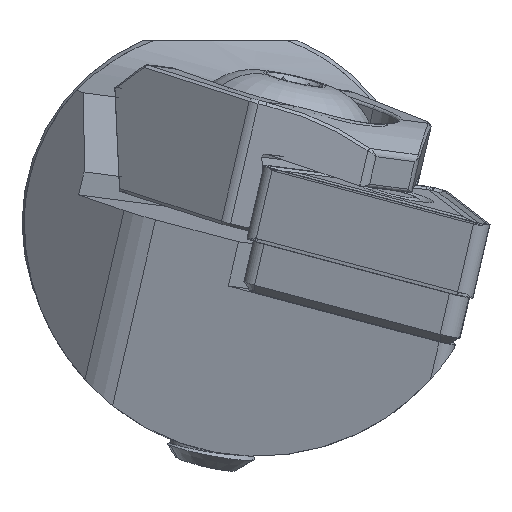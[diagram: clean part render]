
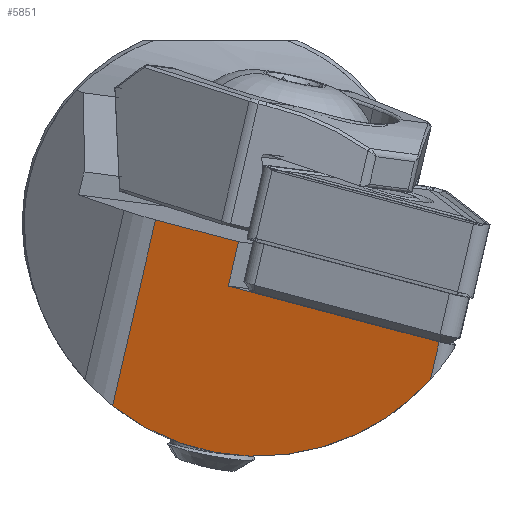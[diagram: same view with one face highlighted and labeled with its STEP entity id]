
A CAD part, left-side view. The second image highlights one B-rep face of the part: STEP entity #5851.
In plain terms, the highlighted planar face has unit normal (-0.951, 0.308, -0.031).
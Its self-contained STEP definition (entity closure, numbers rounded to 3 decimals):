
#106 = ORIENTED_EDGE ( 'NONE', *, *, #4786, .T. ) ;
#160 = CARTESIAN_POINT ( 'NONE',  ( -156.641, 46.477, -254.147 ) ) ;
#175 = VECTOR ( 'NONE', #7103, 1000. ) ;
#261 = DIRECTION ( 'NONE',  ( -0.105, -0.224, 0.969 ) ) ;
#405 = LINE ( 'NONE', #2249, #10490 ) ;
#468 = CARTESIAN_POINT ( 'NONE',  ( -186.885, -12.23, 85.276 ) ) ;
#624 = EDGE_LOOP ( 'NONE', ( #9399, #4909, #8800, #5923, #9661, #106 ) ) ;
#1086 = LINE ( 'NONE', #160, #11026 ) ;
#1444 = DIRECTION ( 'NONE',  ( 0.951, -0.308, 0.031 ) ) ;
#2224 = CARTESIAN_POINT ( 'NONE',  ( -192.168, -29.561, 75.209 ) ) ;
#2249 = CARTESIAN_POINT ( 'NONE',  ( -192.424, -30.108, 77.579 ) ) ;
#2341 = LINE ( 'NONE', #10777, #175 ) ;
#2351 = CARTESIAN_POINT ( 'NONE',  ( -156.641, 46.477, -254.147 ) ) ;
#2514 = EDGE_CURVE ( 'NONE', #6727, #10292, #1086, .T. ) ;
#2611 = LINE ( 'NONE', #9932, #3039 ) ;
#3039 = VECTOR ( 'NONE', #261, 1000. ) ;
#3262 = EDGE_CURVE ( 'NONE', #11008, #5660, #2341, .T. ) ;
#3599 = DIRECTION ( 'NONE',  ( -0.105, -0.224, 0.969 ) ) ;
#3752 = CARTESIAN_POINT ( 'NONE',  ( -185.62, -9.524, 73.555 ) ) ;
#3955 = CARTESIAN_POINT ( 'NONE',  ( -188.233, -16.815, 81.1 ) ) ;
#4001 = CARTESIAN_POINT ( 'NONE',  ( -192.424, -30.108, 77.579 ) ) ;
#4221 = EDGE_CURVE ( 'NONE', #5546, #5660, #8589, .T. ) ;
#4628 = VECTOR ( 'NONE', #6237, 1000. ) ;
#4786 = EDGE_CURVE ( 'NONE', #10292, #8634, #405, .T. ) ;
#4909 = ORIENTED_EDGE ( 'NONE', *, *, #3262, .T. ) ;
#5546 = VERTEX_POINT ( 'NONE', #3752 ) ;
#5660 = VERTEX_POINT ( 'NONE', #468 ) ;
#5694 = EDGE_CURVE ( 'NONE', #5546, #6727, #6597, .T. ) ;
#5782 = PLANE ( 'NONE',  #9258 ) ;
#5851 = ADVANCED_FACE ( 'NONE', ( #5957 ), #5782, .F. ) ;
#5923 = ORIENTED_EDGE ( 'NONE', *, *, #5694, .T. ) ;
#5957 = FACE_OUTER_BOUND ( 'NONE', #624, .T. ) ;
#6192 = CARTESIAN_POINT ( 'NONE',  ( -188.534, -17.46, 83.891 ) ) ;
#6215 = EDGE_CURVE ( 'NONE', #8634, #11008, #2611, .T. ) ;
#6237 = DIRECTION ( 'NONE',  ( -0.105, -0.224, 0.969 ) ) ;
#6597 =( BOUNDED_CURVE ( )  B_SPLINE_CURVE ( 3, ( #9946, #10058, #9122, #2224 ),
 .UNSPECIFIED., .F., .F. ) 
 B_SPLINE_CURVE_WITH_KNOTS ( ( 4, 4 ),
 ( 3.94, 5.446 ),
 .UNSPECIFIED. ) 
 CURVE ( )  GEOMETRIC_REPRESENTATION_ITEM ( )  RATIONAL_B_SPLINE_CURVE ( ( 1., 0.82, 0.82, 1. ) ) 
 REPRESENTATION_ITEM ( '' )  );
#6727 = VERTEX_POINT ( 'NONE', #8117 ) ;
#7103 = DIRECTION ( 'NONE',  ( 0.292, 0.925, 0.245 ) ) ;
#8117 = CARTESIAN_POINT ( 'NONE',  ( -192.168, -29.561, 75.209 ) ) ;
#8361 = DIRECTION ( 'NONE',  ( 0.292, 0.925, 0.245 ) ) ;
#8405 = DIRECTION ( 'NONE',  ( 0., -0.101, -0.995 ) ) ;
#8589 = LINE ( 'NONE', #10569, #4628 ) ;
#8634 = VERTEX_POINT ( 'NONE', #3955 ) ;
#8800 = ORIENTED_EDGE ( 'NONE', *, *, #4221, .F. ) ;
#9122 = CARTESIAN_POINT ( 'NONE',  ( -190.19, -24.076, 69.146 ) ) ;
#9258 = AXIS2_PLACEMENT_3D ( 'NONE', #2351, #1444, #8405 ) ;
#9399 = ORIENTED_EDGE ( 'NONE', *, *, #6215, .T. ) ;
#9661 = ORIENTED_EDGE ( 'NONE', *, *, #2514, .T. ) ;
#9932 = CARTESIAN_POINT ( 'NONE',  ( -152.45, 59.77, -250.626 ) ) ;
#9946 = CARTESIAN_POINT ( 'NONE',  ( -185.62, -9.524, 73.555 ) ) ;
#10058 = CARTESIAN_POINT ( 'NONE',  ( -187.528, -15.928, 68.474 ) ) ;
#10292 = VERTEX_POINT ( 'NONE', #4001 ) ;
#10490 = VECTOR ( 'NONE', #8361, 1000. ) ;
#10569 = CARTESIAN_POINT ( 'NONE',  ( -150.801, 65., -249.241 ) ) ;
#10777 = CARTESIAN_POINT ( 'NONE',  ( -192.725, -30.753, 80.37 ) ) ;
#11008 = VERTEX_POINT ( 'NONE', #6192 ) ;
#11026 = VECTOR ( 'NONE', #3599, 1000. ) ;
